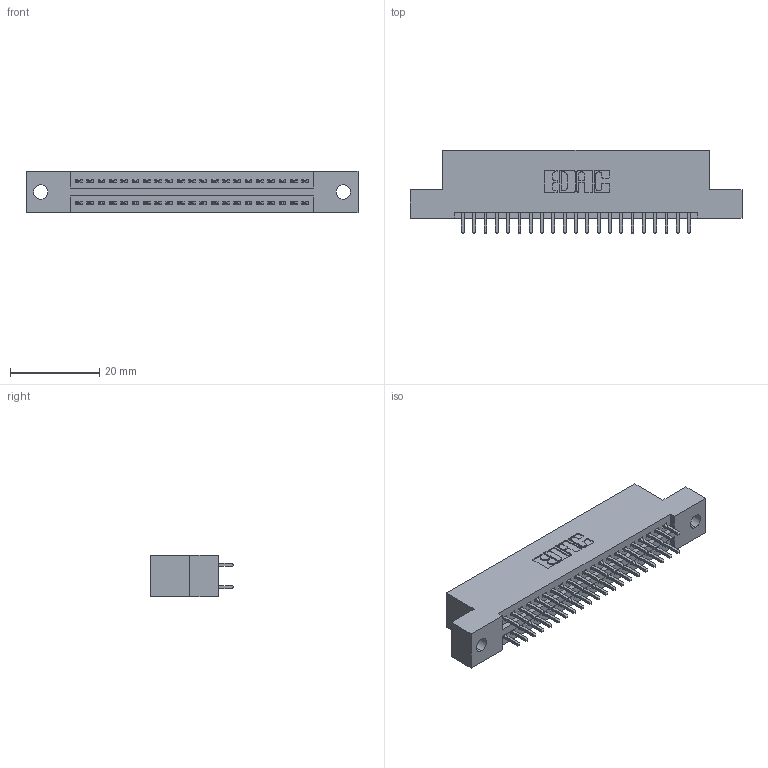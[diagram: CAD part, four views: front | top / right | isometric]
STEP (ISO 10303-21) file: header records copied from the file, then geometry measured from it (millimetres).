
FILE_DESCRIPTION (( 'STEP AP203' ), '1' );
FILE_NAME ('395-042-521-202.STEP', '2018-11-15T07:55:36', ( '' ), ( '' ), 'SwSTEP 2.0', 'SolidWorks 2016', '' );
FILE_SCHEMA (( 'CONFIG_CONTROL_DESIGN' ));
Length unit declared in the file: inch
Products named in the file (3): 345 Part_Flush Mounting Lugs - 0.128 Dia; 395-042-521-202; 345-292-001_345-293-121
Assembly tree (43 placements, depth 2):
  395-042-521-202
    345 Part_Flush Mounting Lugs - 0.128 Dia
    345-292-001_345-293-121  x42
Bounding box: 74.55 x 18.72 x 9.4 mm (x, y, z)
Volume: 6993 mm3; surface area: 9545.8 mm2
Topology: 43 solids, 43 shells, 2226 faces, 6599 edges, 4342 vertices
Faces by surface type: plane 1466, cylinder 760
Entity records: 19325 total; most frequent: CARTESIAN_POINT 3260, ORIENTED_EDGE 3194, DIRECTION 2901, EDGE_CURVE 1597, VECTOR 1381, LINE 1381, VERTEX_POINT 1062, AXIS2_PLACEMENT_3D 760
